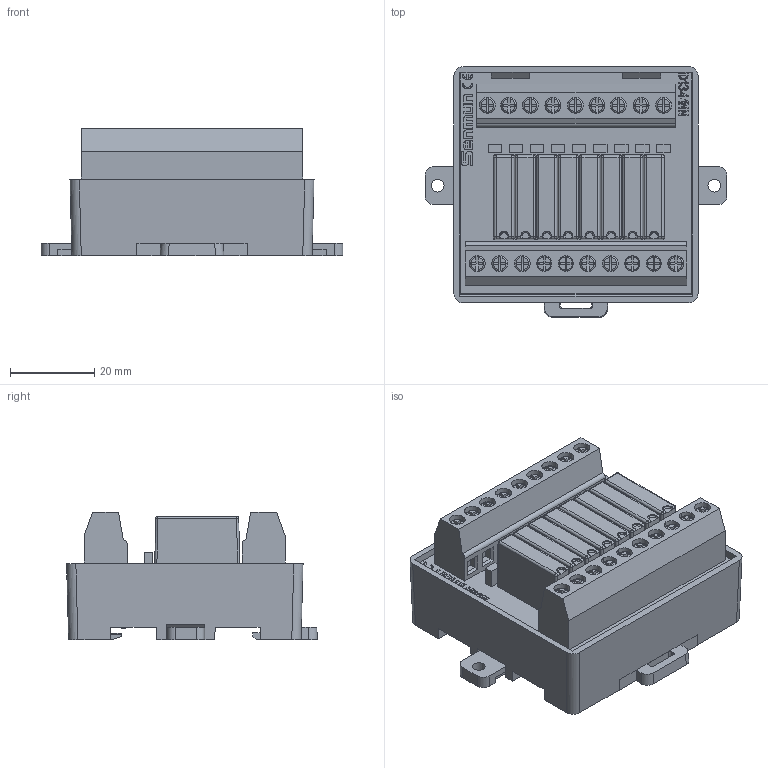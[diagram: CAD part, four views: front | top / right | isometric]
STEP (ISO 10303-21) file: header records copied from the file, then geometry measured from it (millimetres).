
FILE_DESCRIPTION(/* description */ (''),/* implementation_level */ '2;1');
FILE_NAME(/* name */ 'sf.stp',/* time_stamp */ '2024-08-16T14:21:11+08:00',/* author */ (''),/* organization */ (''),/* preprocessor_version */ 'ST-DEVELOPER v14',/* originating_system */ 'SIEMENS PLM Software NX 8.0',/* authorisation */ '');
FILE_SCHEMA (('AUTOMOTIVE_DESIGN { 1 0 10303 214 3 1 1 1 }'));
Length unit declared in the file: millimetre
Products named in the file (1): Admi3260DBFCac7s
Bounding box: 71.6 x 59.51 x 30.25 mm (x, y, z)
Volume: 70570.3 mm3; surface area: 22907.9 mm2
Topology: 3 solids, 3 shells, 1408 faces, 3550 edges, 2217 vertices
Faces by surface type: plane 1020, cylinder 262, torus 70, sphere 31, cone 12, extrusion 10, bspline 3
Full cylindrical faces by diameter (mm): 3 x2, 3.8 x15
Entity records: 45204 total; most frequent: CARTESIAN_POINT 10136, ORIENTED_EDGE 7004, DIRECTION 6717, EDGE_CURVE 3502, VECTOR 2689, LINE 2679, VERTEX_POINT 2217, AXIS2_PLACEMENT_3D 2014
